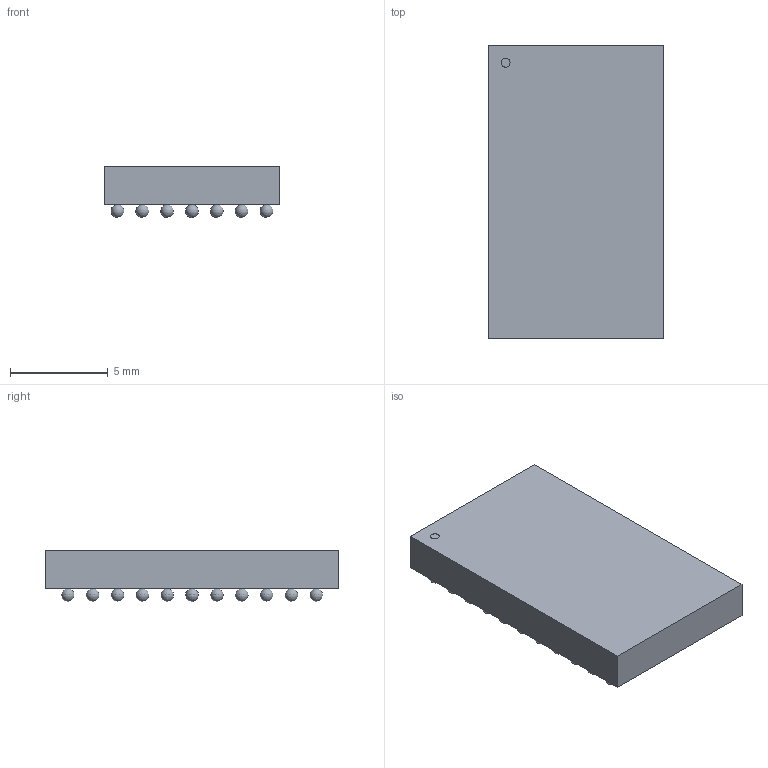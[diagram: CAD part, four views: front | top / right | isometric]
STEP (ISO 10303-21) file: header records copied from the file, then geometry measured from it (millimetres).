
FILE_DESCRIPTION(('STEP AP214'),'1');
FILE_NAME('LTM8049IY_ADI','2020-08-10T20:41:52',(''),(''),'','','');
FILE_SCHEMA(('AUTOMOTIVE_DESIGN'));
Length unit declared in the file: millimetre
Products named in the file (1): product
Bounding box: 8.99 x 15.01 x 2.62 mm (x, y, z)
Volume: 275.8 mm3; surface area: 469.7 mm2
Topology: 79 solids, 79 shells, 86 faces, 246 edges, 164 vertices
Faces by surface type: sphere 77, plane 8, cylinder 1
Full cylindrical faces by diameter (mm): 0.45 x1
Entity records: 949 total; most frequent: DIRECTION 192, CARTESIAN_POINT 100, AXIS2_PLACEMENT_3D 90, STYLED_ITEM 86, ADVANCED_FACE 86, MANIFOLD_SOLID_BREP 79, CLOSED_SHELL 79, SPHERICAL_SURFACE 77
